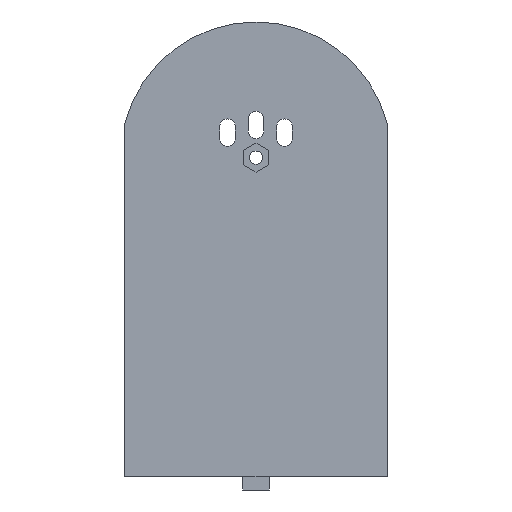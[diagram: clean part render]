
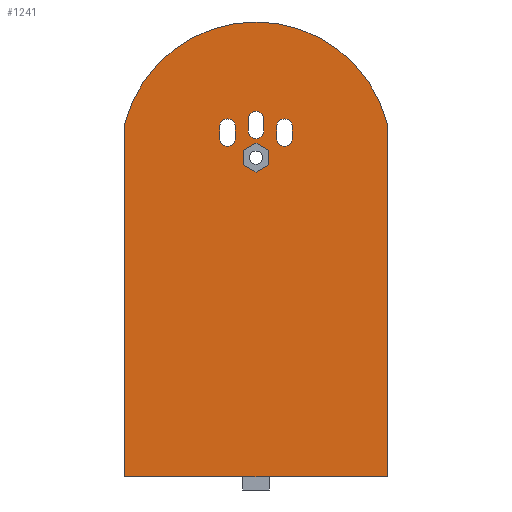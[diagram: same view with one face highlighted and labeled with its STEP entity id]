
A CAD part, left-side view. The second image highlights one B-rep face of the part: STEP entity #1241.
In plain terms, the highlighted planar face has unit normal (-1, 0, 0).
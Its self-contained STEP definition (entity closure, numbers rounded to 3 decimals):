
#15=FACE_BOUND('',#444,.T.);
#16=FACE_BOUND('',#445,.T.);
#17=FACE_BOUND('',#446,.T.);
#18=FACE_BOUND('',#447,.T.);
#61=LINE('',#1911,#192);
#67=LINE('',#1925,#198);
#73=LINE('',#1939,#204);
#77=LINE('',#1961,#208);
#78=LINE('',#1963,#209);
#79=LINE('',#1965,#210);
#80=LINE('',#1969,#211);
#81=LINE('',#1971,#212);
#82=LINE('',#1973,#213);
#83=LINE('',#1975,#214);
#84=LINE('',#1977,#215);
#85=LINE('',#1978,#216);
#86=LINE('',#1979,#217);
#87=LINE('',#1980,#218);
#88=LINE('',#1981,#219);
#192=VECTOR('',#1453,10.);
#198=VECTOR('',#1465,10.);
#204=VECTOR('',#1477,10.);
#208=VECTOR('',#1501,10.);
#209=VECTOR('',#1502,10.);
#210=VECTOR('',#1503,10.);
#211=VECTOR('',#1506,10.);
#212=VECTOR('',#1507,10.);
#213=VECTOR('',#1508,10.);
#214=VECTOR('',#1509,10.);
#215=VECTOR('',#1510,10.);
#216=VECTOR('',#1511,10.);
#217=VECTOR('',#1512,10.);
#218=VECTOR('',#1513,10.);
#219=VECTOR('',#1514,10.);
#315=PLANE('',#1338);
#375=FACE_OUTER_BOUND('',#443,.T.);
#443=EDGE_LOOP('',(#941,#942,#943,#944));
#444=EDGE_LOOP('',(#945,#946,#947,#948,#949,#950));
#445=EDGE_LOOP('',(#951,#952,#953,#954));
#446=EDGE_LOOP('',(#955,#956,#957,#958));
#447=EDGE_LOOP('',(#959,#960,#961,#962));
#520=CIRCLE('',#1321,1.8);
#521=CIRCLE('',#1324,1.8);
#522=CIRCLE('',#1327,1.8);
#524=CIRCLE('',#1331,1.8);
#525=CIRCLE('',#1333,1.8);
#528=CIRCLE('',#1337,1.8);
#529=CIRCLE('',#1339,31.);
#593=VERTEX_POINT('',#1899);
#594=VERTEX_POINT('',#1901);
#597=VERTEX_POINT('',#1909);
#598=VERTEX_POINT('',#1913);
#599=VERTEX_POINT('',#1915);
#602=VERTEX_POINT('',#1923);
#603=VERTEX_POINT('',#1927);
#604=VERTEX_POINT('',#1929);
#607=VERTEX_POINT('',#1937);
#609=VERTEX_POINT('',#1943);
#610=VERTEX_POINT('',#1947);
#613=VERTEX_POINT('',#1955);
#614=VERTEX_POINT('',#1959);
#615=VERTEX_POINT('',#1960);
#616=VERTEX_POINT('',#1962);
#617=VERTEX_POINT('',#1964);
#618=VERTEX_POINT('',#1967);
#619=VERTEX_POINT('',#1968);
#620=VERTEX_POINT('',#1970);
#621=VERTEX_POINT('',#1972);
#622=VERTEX_POINT('',#1974);
#623=VERTEX_POINT('',#1976);
#717=EDGE_CURVE('',#593,#594,#520,.T.);
#722=EDGE_CURVE('',#593,#597,#61,.T.);
#724=EDGE_CURVE('',#598,#599,#521,.T.);
#729=EDGE_CURVE('',#598,#602,#67,.T.);
#731=EDGE_CURVE('',#603,#604,#522,.T.);
#736=EDGE_CURVE('',#603,#607,#73,.T.);
#739=EDGE_CURVE('',#609,#597,#524,.T.);
#740=EDGE_CURVE('',#610,#602,#525,.T.);
#745=EDGE_CURVE('',#613,#607,#528,.T.);
#746=EDGE_CURVE('',#614,#615,#77,.T.);
#747=EDGE_CURVE('',#616,#614,#78,.T.);
#748=EDGE_CURVE('',#617,#616,#79,.T.);
#749=EDGE_CURVE('',#617,#615,#529,.T.);
#750=EDGE_CURVE('',#618,#619,#80,.T.);
#751=EDGE_CURVE('',#619,#620,#81,.T.);
#752=EDGE_CURVE('',#620,#621,#82,.T.);
#753=EDGE_CURVE('',#621,#622,#83,.T.);
#754=EDGE_CURVE('',#622,#623,#84,.T.);
#755=EDGE_CURVE('',#623,#618,#85,.T.);
#756=EDGE_CURVE('',#610,#599,#86,.T.);
#757=EDGE_CURVE('',#613,#604,#87,.T.);
#758=EDGE_CURVE('',#609,#594,#88,.T.);
#941=ORIENTED_EDGE('',*,*,#746,.F.);
#942=ORIENTED_EDGE('',*,*,#747,.F.);
#943=ORIENTED_EDGE('',*,*,#748,.F.);
#944=ORIENTED_EDGE('',*,*,#749,.T.);
#945=ORIENTED_EDGE('',*,*,#750,.T.);
#946=ORIENTED_EDGE('',*,*,#751,.T.);
#947=ORIENTED_EDGE('',*,*,#752,.T.);
#948=ORIENTED_EDGE('',*,*,#753,.T.);
#949=ORIENTED_EDGE('',*,*,#754,.T.);
#950=ORIENTED_EDGE('',*,*,#755,.T.);
#951=ORIENTED_EDGE('',*,*,#729,.T.);
#952=ORIENTED_EDGE('',*,*,#740,.F.);
#953=ORIENTED_EDGE('',*,*,#756,.T.);
#954=ORIENTED_EDGE('',*,*,#724,.F.);
#955=ORIENTED_EDGE('',*,*,#736,.T.);
#956=ORIENTED_EDGE('',*,*,#745,.F.);
#957=ORIENTED_EDGE('',*,*,#757,.T.);
#958=ORIENTED_EDGE('',*,*,#731,.F.);
#959=ORIENTED_EDGE('',*,*,#722,.T.);
#960=ORIENTED_EDGE('',*,*,#739,.F.);
#961=ORIENTED_EDGE('',*,*,#758,.T.);
#962=ORIENTED_EDGE('',*,*,#717,.F.);
#1241=ADVANCED_FACE('',(#375,#15,#16,#17,#18),#315,.F.);
#1321=AXIS2_PLACEMENT_3D('',#1902,#1445,#1446);
#1324=AXIS2_PLACEMENT_3D('',#1916,#1457,#1458);
#1327=AXIS2_PLACEMENT_3D('',#1930,#1469,#1470);
#1331=AXIS2_PLACEMENT_3D('',#1945,#1483,#1484);
#1333=AXIS2_PLACEMENT_3D('',#1948,#1487,#1488);
#1337=AXIS2_PLACEMENT_3D('',#1957,#1497,#1498);
#1338=AXIS2_PLACEMENT_3D('',#1958,#1499,#1500);
#1339=AXIS2_PLACEMENT_3D('',#1966,#1504,#1505);
#1445=DIRECTION('center_axis',(-1.,0.,0.));
#1446=DIRECTION('ref_axis',(0.,-0.924,0.383));
#1453=DIRECTION('',(0.,0.,-1.));
#1457=DIRECTION('center_axis',(-1.,0.,0.));
#1458=DIRECTION('ref_axis',(0.,-0.924,0.383));
#1465=DIRECTION('',(0.,0.,-1.));
#1469=DIRECTION('center_axis',(-1.,0.,0.));
#1470=DIRECTION('ref_axis',(0.,-0.924,0.383));
#1477=DIRECTION('',(0.,0.,-1.));
#1483=DIRECTION('center_axis',(-1.,0.,0.));
#1484=DIRECTION('ref_axis',(0.,0.707,-0.707));
#1487=DIRECTION('center_axis',(-1.,0.,0.));
#1488=DIRECTION('ref_axis',(0.,0.707,-0.707));
#1497=DIRECTION('center_axis',(-1.,0.,0.));
#1498=DIRECTION('ref_axis',(0.,0.707,-0.707));
#1499=DIRECTION('center_axis',(1.,0.,0.));
#1500=DIRECTION('ref_axis',(0.,-1.,0.));
#1501=DIRECTION('',(0.,0.,1.));
#1502=DIRECTION('',(0.,1.,0.));
#1503=DIRECTION('',(0.,0.,-1.));
#1504=DIRECTION('center_axis',(-1.,0.,0.));
#1505=DIRECTION('ref_axis',(0.,1.,0.));
#1506=DIRECTION('',(0.,-0.866,0.5));
#1507=DIRECTION('',(0.,-0.866,-0.5));
#1508=DIRECTION('',(0.,0.,-1.));
#1509=DIRECTION('',(0.,0.866,-0.5));
#1510=DIRECTION('',(0.,0.866,0.5));
#1511=DIRECTION('',(0.,0.,1.));
#1512=DIRECTION('',(0.,0.,1.));
#1513=DIRECTION('',(0.,0.,1.));
#1514=DIRECTION('',(0.,0.,1.));
#1899=CARTESIAN_POINT('',(-25.,-8.3,80.038));
#1901=CARTESIAN_POINT('',(-25.,-4.7,80.038));
#1902=CARTESIAN_POINT('Origin',(-25.,-6.5,80.038));
#1909=CARTESIAN_POINT('',(-25.,-8.3,77.383));
#1911=CARTESIAN_POINT('',(-25.,-8.3,67.604));
#1913=CARTESIAN_POINT('',(-25.,-1.8,81.779));
#1915=CARTESIAN_POINT('',(-25.,1.8,81.779));
#1916=CARTESIAN_POINT('Origin',(-25.,0.,81.779));
#1923=CARTESIAN_POINT('',(-25.,-1.8,79.125));
#1925=CARTESIAN_POINT('',(-25.,-1.8,68.475));
#1927=CARTESIAN_POINT('',(-25.,4.7,80.038));
#1929=CARTESIAN_POINT('',(-25.,8.3,80.038));
#1930=CARTESIAN_POINT('Origin',(-25.,6.5,80.038));
#1937=CARTESIAN_POINT('',(-25.,4.7,77.383));
#1939=CARTESIAN_POINT('',(-25.,4.7,67.604));
#1943=CARTESIAN_POINT('',(-25.,-4.7,77.383));
#1945=CARTESIAN_POINT('Origin',(-25.,-6.5,77.383));
#1947=CARTESIAN_POINT('',(-25.,1.8,79.125));
#1948=CARTESIAN_POINT('Origin',(-25.,0.,79.125));
#1955=CARTESIAN_POINT('',(-25.,8.3,77.383));
#1957=CARTESIAN_POINT('Origin',(-25.,6.5,77.383));
#1958=CARTESIAN_POINT('Origin',(-25.,0.,57.5));
#1959=CARTESIAN_POINT('',(-25.,30.,0.));
#1960=CARTESIAN_POINT('',(-25.,30.,80.81));
#1961=CARTESIAN_POINT('',(-25.,30.,0.));
#1962=CARTESIAN_POINT('',(-25.,-30.,0.));
#1963=CARTESIAN_POINT('',(-25.,-30.,0.));
#1964=CARTESIAN_POINT('',(-25.,-30.,80.81));
#1965=CARTESIAN_POINT('',(-25.,-30.,115.));
#1966=CARTESIAN_POINT('Origin',(-25.,0.,73.));
#1967=CARTESIAN_POINT('',(-25.,2.858,74.65));
#1968=CARTESIAN_POINT('',(-25.,0.,76.3));
#1969=CARTESIAN_POINT('',(-25.,5.5,73.124));
#1970=CARTESIAN_POINT('',(-25.,-2.858,74.65));
#1971=CARTESIAN_POINT('',(-25.,-4.069,73.951));
#1972=CARTESIAN_POINT('',(-25.,-2.858,71.35));
#1973=CARTESIAN_POINT('',(-25.,-2.859,66.075));
#1974=CARTESIAN_POINT('',(-25.,0.,69.7));
#1975=CARTESIAN_POINT('',(-25.,1.213,68.999));
#1976=CARTESIAN_POINT('',(-25.,2.858,71.35));
#1977=CARTESIAN_POINT('',(-25.,-2.641,68.176));
#1978=CARTESIAN_POINT('',(-25.,2.857,64.425));
#1979=CARTESIAN_POINT('',(-25.,1.8,68.475));
#1980=CARTESIAN_POINT('',(-25.,8.3,67.604));
#1981=CARTESIAN_POINT('',(-25.,-4.7,67.604));
